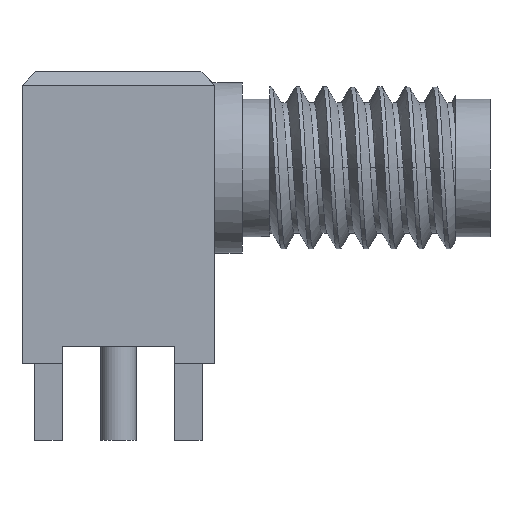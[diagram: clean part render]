
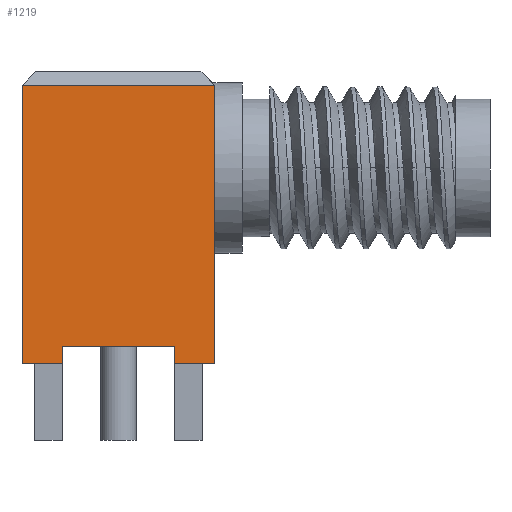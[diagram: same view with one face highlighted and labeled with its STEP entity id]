
A CAD part, left-side view. The second image highlights one B-rep face of the part: STEP entity #1219.
In plain terms, the highlighted planar face has unit normal (-1, 0, 0).
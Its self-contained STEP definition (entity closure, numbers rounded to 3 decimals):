
#28=PLANE('',#1311);
#91=FACE_OUTER_BOUND('',#163,.T.);
#163=EDGE_LOOP('',(#893,#894,#895,#896,#897,#898,#899,#900));
#309=LINE('',#2206,#424);
#312=LINE('',#2212,#427);
#313=LINE('',#2214,#428);
#314=LINE('',#2216,#429);
#315=LINE('',#2218,#430);
#316=LINE('',#2220,#431);
#317=LINE('',#2222,#432);
#318=LINE('',#2223,#433);
#424=VECTOR('',#1459,10.);
#427=VECTOR('',#1466,10.);
#428=VECTOR('',#1467,10.);
#429=VECTOR('',#1468,10.);
#430=VECTOR('',#1469,10.);
#431=VECTOR('',#1470,10.);
#432=VECTOR('',#1471,10.);
#433=VECTOR('',#1472,10.);
#556=VERTEX_POINT('',#2198);
#558=VERTEX_POINT('',#2204);
#559=VERTEX_POINT('',#2211);
#560=VERTEX_POINT('',#2213);
#561=VERTEX_POINT('',#2215);
#562=VERTEX_POINT('',#2217);
#563=VERTEX_POINT('',#2219);
#564=VERTEX_POINT('',#2221);
#691=EDGE_CURVE('',#558,#556,#309,.T.);
#694=EDGE_CURVE('',#559,#558,#312,.T.);
#695=EDGE_CURVE('',#560,#559,#313,.T.);
#696=EDGE_CURVE('',#560,#561,#314,.T.);
#697=EDGE_CURVE('',#561,#562,#315,.T.);
#698=EDGE_CURVE('',#562,#563,#316,.T.);
#699=EDGE_CURVE('',#564,#563,#317,.T.);
#700=EDGE_CURVE('',#564,#556,#318,.T.);
#893=ORIENTED_EDGE('',*,*,#691,.F.);
#894=ORIENTED_EDGE('',*,*,#694,.F.);
#895=ORIENTED_EDGE('',*,*,#695,.F.);
#896=ORIENTED_EDGE('',*,*,#696,.T.);
#897=ORIENTED_EDGE('',*,*,#697,.T.);
#898=ORIENTED_EDGE('',*,*,#698,.T.);
#899=ORIENTED_EDGE('',*,*,#699,.F.);
#900=ORIENTED_EDGE('',*,*,#700,.T.);
#1219=ADVANCED_FACE('',(#91),#28,.T.);
#1311=AXIS2_PLACEMENT_3D('',#2210,#1464,#1465);
#1459=DIRECTION('',(0.,-1.,0.));
#1464=DIRECTION('center_axis',(-1.,0.,0.));
#1465=DIRECTION('ref_axis',(0.,-1.,0.));
#1466=DIRECTION('',(0.,0.,1.));
#1467=DIRECTION('',(0.,1.,0.));
#1468=DIRECTION('',(0.,0.,1.));
#1469=DIRECTION('',(0.,-1.,0.));
#1470=DIRECTION('',(0.,0.,-1.));
#1471=DIRECTION('',(0.,1.,0.));
#1472=DIRECTION('',(0.,0.,1.));
#2198=CARTESIAN_POINT('',(-3.5,-3.5,10.1));
#2204=CARTESIAN_POINT('',(-3.5,3.5,10.1));
#2206=CARTESIAN_POINT('',(-3.5,1.75,10.1));
#2210=CARTESIAN_POINT('Origin',(-3.5,3.5,0.));
#2211=CARTESIAN_POINT('',(-3.5,3.5,0.));
#2212=CARTESIAN_POINT('',(-3.5,3.5,0.));
#2213=CARTESIAN_POINT('',(-3.5,2.04,0.));
#2214=CARTESIAN_POINT('',(-3.5,-3.5,0.));
#2215=CARTESIAN_POINT('',(-3.5,2.04,0.6));
#2216=CARTESIAN_POINT('',(-3.5,2.04,0.));
#2217=CARTESIAN_POINT('',(-3.5,-2.04,0.6));
#2218=CARTESIAN_POINT('',(-3.5,1.75,0.6));
#2219=CARTESIAN_POINT('',(-3.5,-2.04,0.));
#2220=CARTESIAN_POINT('',(-3.5,-2.04,0.));
#2221=CARTESIAN_POINT('',(-3.5,-3.5,0.));
#2222=CARTESIAN_POINT('',(-3.5,-3.5,0.));
#2223=CARTESIAN_POINT('',(-3.5,-3.5,0.));
